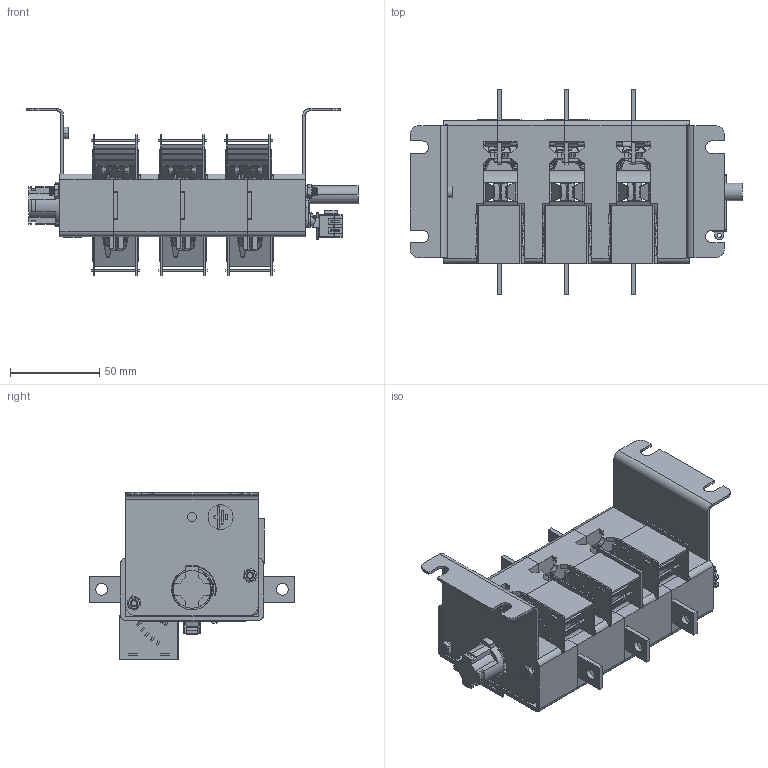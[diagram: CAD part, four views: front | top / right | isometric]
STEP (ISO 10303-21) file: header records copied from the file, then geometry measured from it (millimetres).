
FILE_DESCRIPTION (( 'STEP AP203' ), '1' );
FILE_NAME ('ÂÐ32-31.STEP', '2014-06-25T10:31:04', ( 'admin' ), ( 'Microsoft' ), 'SwSTEP 2.0', 'SolidWorks 2007', '' );
FILE_SCHEMA (( 'CONFIG_CONTROL_DESIGN' ));
Products named in the file (1): 覆32-31
Bounding box: 185.9 x 115.12 x 94 mm (x, y, z)
Surface area: 167310.9 mm2 (no closed solid volume)
Topology: 0 solids, 149 shells, 1876 faces, 8973 edges, 6938 vertices
Faces by surface type: plane 1123, cylinder 638, torus 65, bspline 40, cone 8, sphere 2
Entity records: 108622 total; most frequent: CARTESIAN_POINT 39335, DIRECTION 13511, ORIENTED_EDGE 12803, EDGE_CURVE 8973, VERTEX_POINT 6938, VECTOR 6639, LINE 6639, AXIS2_PLACEMENT_3D 3436
